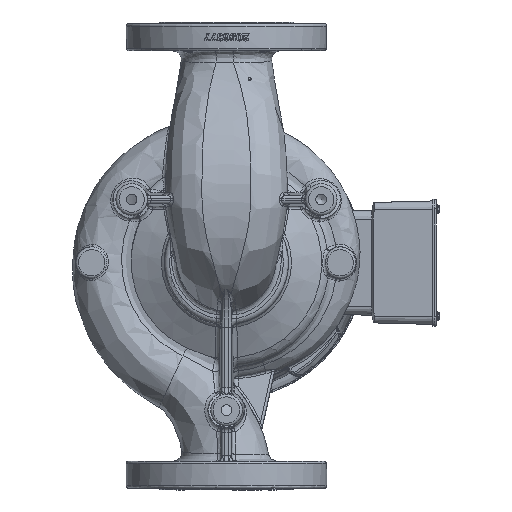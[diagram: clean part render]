
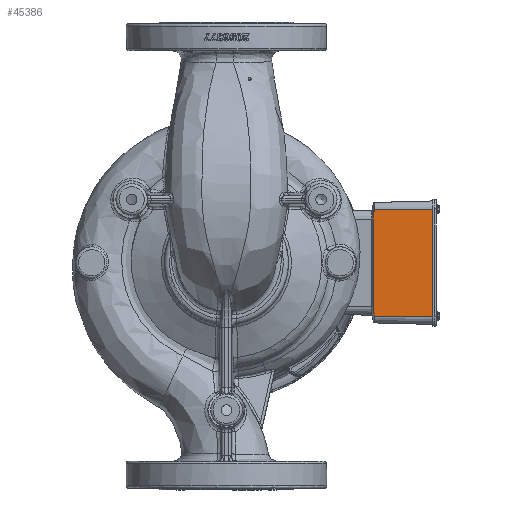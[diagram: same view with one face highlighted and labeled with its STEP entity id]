
A CAD part, front view. The second image highlights one B-rep face of the part: STEP entity #45386.
In plain terms, the highlighted planar face has unit normal (-0.026, -1, 0).
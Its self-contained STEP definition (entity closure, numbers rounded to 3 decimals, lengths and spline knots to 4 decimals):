
#3686=PLANE('',#49338);
#6039=LINE('',#154698,#8471);
#6053=LINE('',#154816,#8485);
#6054=LINE('',#154820,#8486);
#6055=LINE('',#154821,#8487);
#8471=VECTOR('',#59358,39.3701);
#8485=VECTOR('',#59406,39.3701);
#8486=VECTOR('',#59411,39.3701);
#8487=VECTOR('',#59412,39.3701);
#11456=FACE_OUTER_BOUND('',#13979,.T.);
#13979=EDGE_LOOP('',(#39664,#39665,#39666,#39667,#39668,#39669));
#16260=(
BOUNDED_CURVE()
B_SPLINE_CURVE(2,(#154692,#154693,#154694),.UNSPECIFIED.,.F.,.F.)
B_SPLINE_CURVE_WITH_KNOTS((3,3),(15.943,23.4848),
 .UNSPECIFIED.)
CURVE()
GEOMETRIC_REPRESENTATION_ITEM()
RATIONAL_B_SPLINE_CURVE((7.782,8.562,8.562))
REPRESENTATION_ITEM('')
);
#16265=(
BOUNDED_CURVE()
B_SPLINE_CURVE(2,(#154789,#154790,#154791,#154792),.UNSPECIFIED.,.F.,.F.)
B_SPLINE_CURVE_WITH_KNOTS((3,1,3),(23.4848,24.0956,31.0266),
 .UNSPECIFIED.)
CURVE()
GEOMETRIC_REPRESENTATION_ITEM()
RATIONAL_B_SPLINE_CURVE((8.562,8.562,8.498,
7.782))
REPRESENTATION_ITEM('')
);
#20506=VERTEX_POINT('',#154668);
#20508=VERTEX_POINT('',#154690);
#20509=VERTEX_POINT('',#154696);
#20519=VERTEX_POINT('',#154771);
#20526=VERTEX_POINT('',#154815);
#20527=VERTEX_POINT('',#154819);
#27293=EDGE_CURVE('',#20506,#20508,#16260,.T.);
#27295=EDGE_CURVE('',#20508,#20509,#6039,.T.);
#27313=EDGE_CURVE('',#20509,#20519,#16265,.T.);
#27322=EDGE_CURVE('',#20506,#20526,#6053,.T.);
#27324=EDGE_CURVE('',#20519,#20527,#6054,.T.);
#27325=EDGE_CURVE('',#20527,#20526,#6055,.T.);
#39664=ORIENTED_EDGE('',*,*,#27324,.T.);
#39665=ORIENTED_EDGE('',*,*,#27325,.T.);
#39666=ORIENTED_EDGE('',*,*,#27322,.F.);
#39667=ORIENTED_EDGE('',*,*,#27293,.T.);
#39668=ORIENTED_EDGE('',*,*,#27295,.T.);
#39669=ORIENTED_EDGE('',*,*,#27313,.T.);
#45386=ADVANCED_FACE('',(#11456),#3686,.T.);
#49338=AXIS2_PLACEMENT_3D('',#154818,#59409,#59410);
#59358=DIRECTION('',(0.,0.,-1.));
#59406=DIRECTION('',(1.,-0.026,0.));
#59409=DIRECTION('center_axis',(-0.026,-1.,
0.));
#59410=DIRECTION('ref_axis',(-1.,0.026,0.));
#59411=DIRECTION('',(1.,-0.026,0.));
#59412=DIRECTION('',(0.,0.,1.));
#154668=CARTESIAN_POINT('',(5.527,17.8559,2.));
#154690=CARTESIAN_POINT('',(5.4971,17.8567,1.63));
#154692=CARTESIAN_POINT('Ctrl Pts',(5.527,17.8559,2.));
#154693=CARTESIAN_POINT('Ctrl Pts',(5.4971,17.8567,1.7981));
#154694=CARTESIAN_POINT('Ctrl Pts',(5.4971,17.8567,1.63));
#154696=CARTESIAN_POINT('',(5.4971,17.8567,-1.63));
#154698=CARTESIAN_POINT('',(5.4971,17.8567,-2.));
#154771=CARTESIAN_POINT('',(5.527,17.8559,-2.));
#154789=CARTESIAN_POINT('Ctrl Pts',(5.4971,17.8567,-1.63));
#154790=CARTESIAN_POINT('Ctrl Pts',(5.4971,17.8567,-1.6436));
#154791=CARTESIAN_POINT('Ctrl Pts',(5.4993,17.8567,-1.8131));
#154792=CARTESIAN_POINT('Ctrl Pts',(5.527,17.8559,-2.));
#154815=CARTESIAN_POINT('',(7.7156,17.7986,2.));
#154816=CARTESIAN_POINT('',(7.7472,17.7978,2.));
#154818=CARTESIAN_POINT('Origin',(7.7472,17.7978,-2.));
#154819=CARTESIAN_POINT('',(7.7156,17.7986,-2.));
#154820=CARTESIAN_POINT('',(7.7472,17.7978,-2.));
#154821=CARTESIAN_POINT('',(7.7156,17.7986,-2.));
